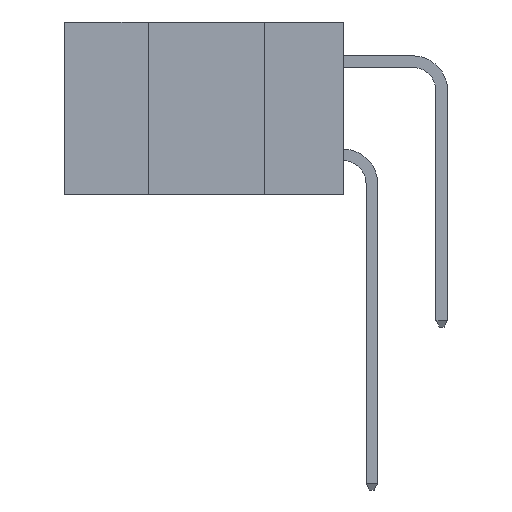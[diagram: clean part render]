
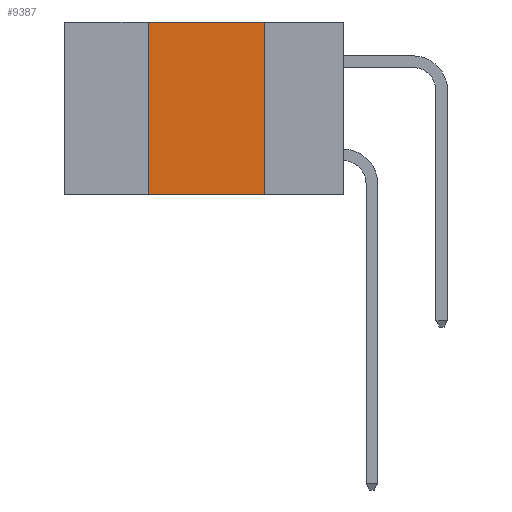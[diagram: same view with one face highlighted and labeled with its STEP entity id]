
A CAD part, left-side view. The second image highlights one B-rep face of the part: STEP entity #9387.
In plain terms, the highlighted planar face has unit normal (-1, 0, 0).
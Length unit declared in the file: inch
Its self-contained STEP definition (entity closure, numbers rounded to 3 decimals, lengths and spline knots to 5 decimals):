
#116 = VERTEX_POINT ( 'NONE', #6406 ) ;
#230 = VECTOR ( 'NONE', #4853, 39.37008 ) ;
#438 = CARTESIAN_POINT ( 'NONE',  ( 0., 0.17, 0. ) ) ;
#946 = ORIENTED_EDGE ( 'NONE', *, *, #4515, .T. ) ;
#1414 = ORIENTED_EDGE ( 'NONE', *, *, #5760, .F. ) ;
#1418 = VECTOR ( 'NONE', #9492, 39.37008 ) ;
#2196 = CARTESIAN_POINT ( 'NONE',  ( 0., 0.6, 0. ) ) ;
#2276 = CARTESIAN_POINT ( 'NONE',  ( 0., 0.42, -0.37 ) ) ;
#3115 = LINE ( 'NONE', #6741, #230 ) ;
#3199 = DIRECTION ( 'NONE',  ( 1., 0., 0. ) ) ;
#3476 = CARTESIAN_POINT ( 'NONE',  ( 0., 0.42, 0. ) ) ;
#3773 = VECTOR ( 'NONE', #10967, 39.37008 ) ;
#3886 = CARTESIAN_POINT ( 'NONE',  ( 0., 0.17, -0.37 ) ) ;
#3970 = ORIENTED_EDGE ( 'NONE', *, *, #6390, .F. ) ;
#4515 = EDGE_CURVE ( 'NONE', #9426, #116, #8771, .T. ) ;
#4853 = DIRECTION ( 'NONE',  ( 0., -1., 0. ) ) ;
#5535 = EDGE_LOOP ( 'NONE', ( #11638, #3970, #1414, #946 ) ) ;
#5760 = EDGE_CURVE ( 'NONE', #9426, #10214, #11693, .T. ) ;
#6174 = LINE ( 'NONE', #3886, #1418 ) ;
#6390 = EDGE_CURVE ( 'NONE', #10214, #9489, #3115, .T. ) ;
#6406 = CARTESIAN_POINT ( 'NONE',  ( 0., 0.17, -0.37 ) ) ;
#6741 = CARTESIAN_POINT ( 'NONE',  ( 0., 0.6, 0. ) ) ;
#7040 = EDGE_CURVE ( 'NONE', #9489, #116, #6174, .T. ) ;
#8120 = CARTESIAN_POINT ( 'NONE',  ( 0., 0.42, -0.37 ) ) ;
#8771 = LINE ( 'NONE', #11854, #3773 ) ;
#8846 = PLANE ( 'NONE',  #9893 ) ;
#9313 = VECTOR ( 'NONE', #10855, 39.37008 ) ;
#9387 = ADVANCED_FACE ( 'NONE', ( #11714 ), #8846, .F. ) ;
#9426 = VERTEX_POINT ( 'NONE', #2276 ) ;
#9489 = VERTEX_POINT ( 'NONE', #438 ) ;
#9492 = DIRECTION ( 'NONE',  ( 0., 0., -1. ) ) ;
#9752 = DIRECTION ( 'NONE',  ( 0., 0., -1. ) ) ;
#9893 = AXIS2_PLACEMENT_3D ( 'NONE', #2196, #3199, #9752 ) ;
#10214 = VERTEX_POINT ( 'NONE', #3476 ) ;
#10855 = DIRECTION ( 'NONE',  ( 0., 0., 1. ) ) ;
#10967 = DIRECTION ( 'NONE',  ( 0., -1., 0. ) ) ;
#11638 = ORIENTED_EDGE ( 'NONE', *, *, #7040, .F. ) ;
#11693 = LINE ( 'NONE', #8120, #9313 ) ;
#11714 = FACE_OUTER_BOUND ( 'NONE', #5535, .T. ) ;
#11854 = CARTESIAN_POINT ( 'NONE',  ( 0., 0.6, -0.37 ) ) ;
